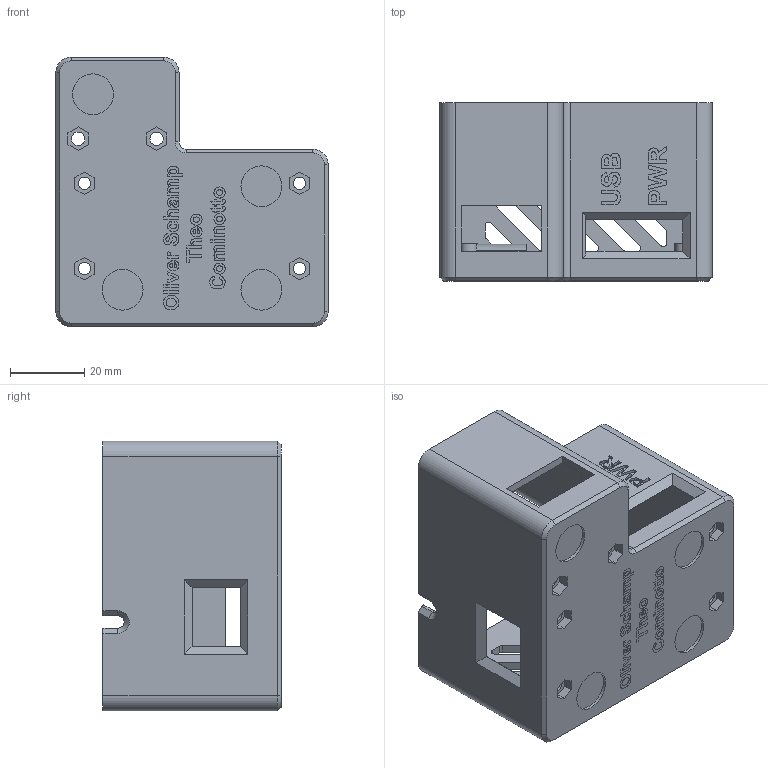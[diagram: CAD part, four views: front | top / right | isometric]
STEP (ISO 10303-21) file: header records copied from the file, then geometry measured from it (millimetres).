
FILE_DESCRIPTION(/* description */ (''),/* implementation_level */ '2;1');
FILE_NAME(/* name */ 'Base.step',/* time_stamp */ '2025-10-04T13:56:16+02:00',/* author */ (''),/* organization */ (''),/* preprocessor_version */ 'ST-DEVELOPER v20.1',/* originating_system */ 'Autodesk Translation Framework v14.17.0.0',/* authorisation */ '');
FILE_SCHEMA (('AUTOMOTIVE_DESIGN { 1 0 10303 214 3 1 1 }'));
Products named in the file (1): Base
Bounding box: 73.4 x 48 x 72.7 mm (x, y, z)
Volume: 54368.1 mm3; surface area: 32777.6 mm2
Topology: 28 solids, 28 shells, 1365 faces, 3739 edges, 2484 vertices
Faces by surface type: bspline 746, plane 555, cylinder 56, cone 8
Full cylindrical faces by diameter (mm): 3.3 x4, 3.6 x2, 4.9 x4, 11 x4
Entity records: 50620 total; most frequent: CARTESIAN_POINT 20916, ORIENTED_EDGE 7478, EDGE_CURVE 3739, DIRECTION 3607, VERTEX_POINT 2484, LINE 2127, VECTOR 2127, B_SPLINE_CURVE_WITH_KNOTS 1492
